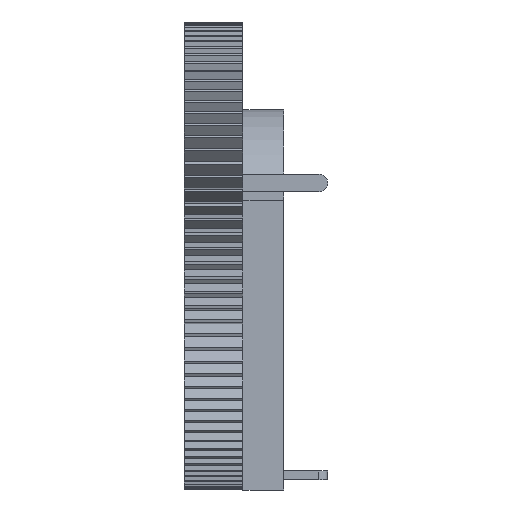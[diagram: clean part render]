
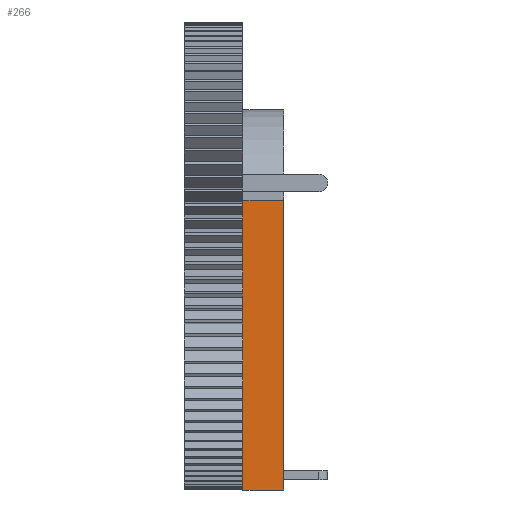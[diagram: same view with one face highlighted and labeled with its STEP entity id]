
A CAD part, left-side view. The second image highlights one B-rep face of the part: STEP entity #266.
In plain terms, the highlighted planar face has unit normal (-1, 0, 0).
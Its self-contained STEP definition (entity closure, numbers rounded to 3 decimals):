
#208 = ORIENTED_EDGE ( 'NONE', *, *, #1446, .F. ) ;
#266 = ADVANCED_FACE ( 'NONE', ( #16302 ), #4980, .F. ) ;
#523 = CARTESIAN_POINT ( 'NONE',  ( -5., 0., -8. ) ) ;
#588 = DIRECTION ( 'NONE',  ( 0., 0., 1. ) ) ;
#1084 = DIRECTION ( 'NONE',  ( 0., 0., -1. ) ) ;
#1446 = EDGE_CURVE ( 'NONE', #13147, #5711, #10205, .T. ) ;
#1590 = VERTEX_POINT ( 'NONE', #12199 ) ;
#1828 = DIRECTION ( 'NONE',  ( 0., -1., 0. ) ) ;
#2286 = EDGE_CURVE ( 'NONE', #14648, #1590, #9640, .T. ) ;
#3886 = CARTESIAN_POINT ( 'NONE',  ( -5., -1.4, -8. ) ) ;
#3930 = EDGE_CURVE ( 'NONE', #13147, #1590, #12639, .T. ) ;
#3933 = DIRECTION ( 'NONE',  ( 0., -1., 0. ) ) ;
#4308 = VECTOR ( 'NONE', #13526, 1000. ) ;
#4372 = CARTESIAN_POINT ( 'NONE',  ( -5., 0., -8. ) ) ;
#4980 = PLANE ( 'NONE',  #11613 ) ;
#5184 = CARTESIAN_POINT ( 'NONE',  ( -5., 0., 1.9 ) ) ;
#5711 = VERTEX_POINT ( 'NONE', #12576 ) ;
#5824 = EDGE_CURVE ( 'NONE', #14648, #7079, #8098, .T. ) ;
#7079 = VERTEX_POINT ( 'NONE', #14587 ) ;
#7343 = CARTESIAN_POINT ( 'NONE',  ( -5., 0., -8. ) ) ;
#7916 = ORIENTED_EDGE ( 'NONE', *, *, #13320, .F. ) ;
#8086 = VECTOR ( 'NONE', #1084, 1000. ) ;
#8098 = LINE ( 'NONE', #9476, #15503 ) ;
#8891 = ORIENTED_EDGE ( 'NONE', *, *, #3930, .T. ) ;
#9337 = ORIENTED_EDGE ( 'NONE', *, *, #5824, .T. ) ;
#9476 = CARTESIAN_POINT ( 'NONE',  ( -5., -1.4, -8. ) ) ;
#9525 = VECTOR ( 'NONE', #588, 1000. ) ;
#9614 = CARTESIAN_POINT ( 'NONE',  ( -5., -1.4, -8. ) ) ;
#9640 = LINE ( 'NONE', #4372, #9525 ) ;
#9788 = LINE ( 'NONE', #9614, #4308 ) ;
#10104 = DIRECTION ( 'NONE',  ( 0., 0., -1. ) ) ;
#10205 = LINE ( 'NONE', #15260, #13743 ) ;
#11357 = DIRECTION ( 'NONE',  ( 1., 0., 0. ) ) ;
#11613 = AXIS2_PLACEMENT_3D ( 'NONE', #3886, #11357, #10104 ) ;
#12199 = CARTESIAN_POINT ( 'NONE',  ( -5., 0., -5.895 ) ) ;
#12576 = CARTESIAN_POINT ( 'NONE',  ( -5., -1.4, 1.9 ) ) ;
#12639 = LINE ( 'NONE', #7343, #8086 ) ;
#13122 = EDGE_LOOP ( 'NONE', ( #14692, #9337, #7916, #208, #8891 ) ) ;
#13147 = VERTEX_POINT ( 'NONE', #5184 ) ;
#13320 = EDGE_CURVE ( 'NONE', #5711, #7079, #9788, .T. ) ;
#13526 = DIRECTION ( 'NONE',  ( 0., 0., -1. ) ) ;
#13743 = VECTOR ( 'NONE', #3933, 1000. ) ;
#14587 = CARTESIAN_POINT ( 'NONE',  ( -5., -1.4, -8. ) ) ;
#14648 = VERTEX_POINT ( 'NONE', #523 ) ;
#14692 = ORIENTED_EDGE ( 'NONE', *, *, #2286, .F. ) ;
#15260 = CARTESIAN_POINT ( 'NONE',  ( -5., -1.4, 1.9 ) ) ;
#15503 = VECTOR ( 'NONE', #1828, 1000. ) ;
#16302 = FACE_OUTER_BOUND ( 'NONE', #13122, .T. ) ;
